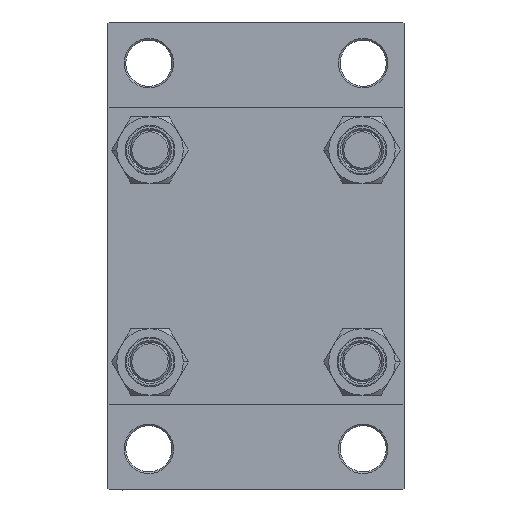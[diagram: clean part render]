
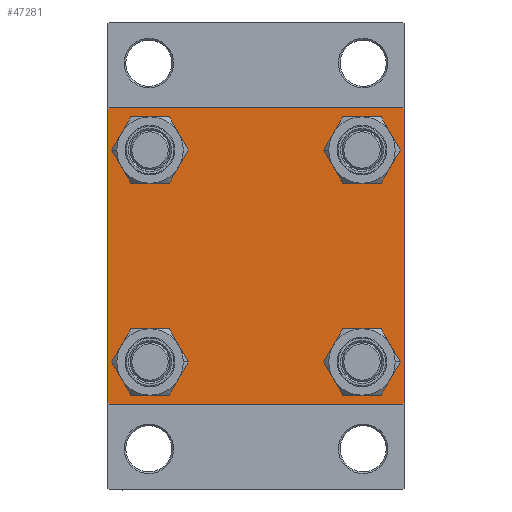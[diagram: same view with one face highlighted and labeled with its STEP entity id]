
A CAD part, left-side view. The second image highlights one B-rep face of the part: STEP entity #47281.
In plain terms, the highlighted planar face has unit normal (-1, 0, 0).
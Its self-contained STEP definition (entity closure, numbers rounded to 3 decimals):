
#615 = CIRCLE ( 'NONE', #8288, 6.5 ) ;
#1136 = ORIENTED_EDGE ( 'NONE', *, *, #16824, .T. ) ;
#1160 = ORIENTED_EDGE ( 'NONE', *, *, #28613, .T. ) ;
#1176 = ORIENTED_EDGE ( 'NONE', *, *, #36574, .T. ) ;
#1315 = DIRECTION ( 'NONE',  ( 0., 0., 1. ) ) ;
#1697 = ORIENTED_EDGE ( 'NONE', *, *, #36498, .T. ) ;
#1826 = VERTEX_POINT ( 'NONE', #42533 ) ;
#2601 = VERTEX_POINT ( 'NONE', #32336 ) ;
#3332 = CIRCLE ( 'NONE', #44677, 6.5 ) ;
#3491 = LINE ( 'NONE', #24849, #22934 ) ;
#4422 = DIRECTION ( 'NONE',  ( 1., 0., 0. ) ) ;
#5187 = EDGE_CURVE ( 'NONE', #22528, #2601, #31612, .T. ) ;
#5316 = ORIENTED_EDGE ( 'NONE', *, *, #7626, .F. ) ;
#5567 = ORIENTED_EDGE ( 'NONE', *, *, #46853, .T. ) ;
#5994 = VERTEX_POINT ( 'NONE', #41506 ) ;
#6180 = ORIENTED_EDGE ( 'NONE', *, *, #9781, .T. ) ;
#6305 = FACE_OUTER_BOUND ( 'NONE', #35309, .T. ) ;
#6481 = CARTESIAN_POINT ( 'NONE',  ( 0., 32.15, -38.65 ) ) ;
#6724 = VERTEX_POINT ( 'NONE', #8033 ) ;
#6725 = DIRECTION ( 'NONE',  ( 0., -1., 0. ) ) ;
#7080 = DIRECTION ( 'NONE',  ( 0., -1., 0. ) ) ;
#7258 = FACE_BOUND ( 'NONE', #38553, .T. ) ;
#7626 = EDGE_CURVE ( 'NONE', #47419, #33065, #9001, .T. ) ;
#8033 = CARTESIAN_POINT ( 'NONE',  ( 0., -32.15, -38.65 ) ) ;
#8288 = AXIS2_PLACEMENT_3D ( 'NONE', #36941, #36480, #43435 ) ;
#8667 = AXIS2_PLACEMENT_3D ( 'NONE', #44956, #12123, #1315 ) ;
#8726 = CARTESIAN_POINT ( 'NONE',  ( 0., 32.15, -32.15 ) ) ;
#8852 = LINE ( 'NONE', #41677, #29746 ) ;
#9001 = LINE ( 'NONE', #15957, #25593 ) ;
#9225 = EDGE_LOOP ( 'NONE', ( #11777, #1160 ) ) ;
#9781 = EDGE_CURVE ( 'NONE', #1826, #24378, #24101, .T. ) ;
#9792 = CARTESIAN_POINT ( 'NONE',  ( 0., 44.75, -44.75 ) ) ;
#9905 = DIRECTION ( 'NONE',  ( 0., 0.707, -0.707 ) ) ;
#10190 = CARTESIAN_POINT ( 'NONE',  ( 0., 45., 44.5 ) ) ;
#11110 = AXIS2_PLACEMENT_3D ( 'NONE', #36581, #36805, #33215 ) ;
#11487 = DIRECTION ( 'NONE',  ( 0., 0., 1. ) ) ;
#11777 = ORIENTED_EDGE ( 'NONE', *, *, #47005, .T. ) ;
#12123 = DIRECTION ( 'NONE',  ( 1., 0., 0. ) ) ;
#12582 = VERTEX_POINT ( 'NONE', #34520 ) ;
#12767 = CARTESIAN_POINT ( 'NONE',  ( 0., -32.15, 25.65 ) ) ;
#12872 = VECTOR ( 'NONE', #9905, 1000. ) ;
#13072 = AXIS2_PLACEMENT_3D ( 'NONE', #15252, #37066, #23168 ) ;
#13102 = CARTESIAN_POINT ( 'NONE',  ( 0., -44.5, -45. ) ) ;
#13618 = EDGE_CURVE ( 'NONE', #12582, #25300, #28018, .T. ) ;
#15252 = CARTESIAN_POINT ( 'NONE',  ( 0., -32.15, 32.15 ) ) ;
#15308 = DIRECTION ( 'NONE',  ( 1., 0., 0. ) ) ;
#15957 = CARTESIAN_POINT ( 'NONE',  ( 0., -45., 45. ) ) ;
#16276 = DIRECTION ( 'NONE',  ( 0., 0., -1. ) ) ;
#16383 = DIRECTION ( 'NONE',  ( 0., 0., 1. ) ) ;
#16824 = EDGE_CURVE ( 'NONE', #25300, #29566, #36073, .T. ) ;
#16905 = CARTESIAN_POINT ( 'NONE',  ( 0., -32.15, -32.15 ) ) ;
#17325 = CIRCLE ( 'NONE', #31106, 6.5 ) ;
#17569 = DIRECTION ( 'NONE',  ( -1., 0., 0. ) ) ;
#17876 = CARTESIAN_POINT ( 'NONE',  ( 0., 45., -45. ) ) ;
#19022 = ORIENTED_EDGE ( 'NONE', *, *, #5187, .T. ) ;
#19630 = VECTOR ( 'NONE', #6725, 1000. ) ;
#19636 = ORIENTED_EDGE ( 'NONE', *, *, #37756, .T. ) ;
#19874 = EDGE_LOOP ( 'NONE', ( #1176, #6180 ) ) ;
#19987 = CARTESIAN_POINT ( 'NONE',  ( 0., -45., -44.5 ) ) ;
#20044 = VECTOR ( 'NONE', #32059, 1000. ) ;
#20049 = CARTESIAN_POINT ( 'NONE',  ( 0., -32.15, 38.65 ) ) ;
#20459 = CARTESIAN_POINT ( 'NONE',  ( 0., 44.75, 44.75 ) ) ;
#20891 = EDGE_CURVE ( 'NONE', #44182, #40692, #3332, .T. ) ;
#22528 = VERTEX_POINT ( 'NONE', #6481 ) ;
#22934 = VECTOR ( 'NONE', #35846, 1000. ) ;
#23168 = DIRECTION ( 'NONE',  ( 0., 0., 1. ) ) ;
#23417 = ORIENTED_EDGE ( 'NONE', *, *, #28192, .F. ) ;
#23624 = DIRECTION ( 'NONE',  ( 0., 0., -1. ) ) ;
#23764 = CARTESIAN_POINT ( 'NONE',  ( 0., -45., 44.5 ) ) ;
#24101 = CIRCLE ( 'NONE', #11110, 6.5 ) ;
#24378 = VERTEX_POINT ( 'NONE', #42411 ) ;
#24629 = VECTOR ( 'NONE', #7080, 1000. ) ;
#24849 = CARTESIAN_POINT ( 'NONE',  ( 0., -44.75, 44.75 ) ) ;
#24956 = LINE ( 'NONE', #39555, #19630 ) ;
#25141 = VECTOR ( 'NONE', #34224, 1000. ) ;
#25248 = PLANE ( 'NONE',  #45988 ) ;
#25300 = VERTEX_POINT ( 'NONE', #29237 ) ;
#25519 = VERTEX_POINT ( 'NONE', #30383 ) ;
#25593 = VECTOR ( 'NONE', #23624, 1000. ) ;
#26213 = EDGE_LOOP ( 'NONE', ( #41337, #19022 ) ) ;
#26501 = CARTESIAN_POINT ( 'NONE',  ( 0., -32.15, -32.15 ) ) ;
#27298 = CARTESIAN_POINT ( 'NONE',  ( 0., -44.75, -44.75 ) ) ;
#27506 = VERTEX_POINT ( 'NONE', #10190 ) ;
#28018 = LINE ( 'NONE', #9792, #20044 ) ;
#28192 = EDGE_CURVE ( 'NONE', #44289, #5994, #24956, .T. ) ;
#28355 = LINE ( 'NONE', #20459, #12872 ) ;
#28364 = FACE_BOUND ( 'NONE', #19874, .T. ) ;
#28565 = CARTESIAN_POINT ( 'NONE',  ( 0., 44.5, 45. ) ) ;
#28613 = EDGE_CURVE ( 'NONE', #6724, #25519, #17325, .T. ) ;
#29237 = CARTESIAN_POINT ( 'NONE',  ( 0., 44.5, -45. ) ) ;
#29566 = VERTEX_POINT ( 'NONE', #13102 ) ;
#29746 = VECTOR ( 'NONE', #16276, 1000. ) ;
#30383 = CARTESIAN_POINT ( 'NONE',  ( 0., -32.15, -25.65 ) ) ;
#31106 = AXIS2_PLACEMENT_3D ( 'NONE', #26501, #4422, #41803 ) ;
#31511 = DIRECTION ( 'NONE',  ( 1., 0., 0. ) ) ;
#31612 = CIRCLE ( 'NONE', #8667, 6.5 ) ;
#31752 = DIRECTION ( 'NONE',  ( 0., 0., 1. ) ) ;
#32059 = DIRECTION ( 'NONE',  ( 0., -0.707, -0.707 ) ) ;
#32175 = FACE_BOUND ( 'NONE', #26213, .T. ) ;
#32336 = CARTESIAN_POINT ( 'NONE',  ( 0., 32.15, -25.65 ) ) ;
#32940 = CIRCLE ( 'NONE', #13072, 6.5 ) ;
#33065 = VERTEX_POINT ( 'NONE', #19987 ) ;
#33072 = ORIENTED_EDGE ( 'NONE', *, *, #41207, .T. ) ;
#33215 = DIRECTION ( 'NONE',  ( 0., 0., 1. ) ) ;
#33529 = AXIS2_PLACEMENT_3D ( 'NONE', #8726, #41546, #16383 ) ;
#33733 = CIRCLE ( 'NONE', #35227, 6.5 ) ;
#33774 = ORIENTED_EDGE ( 'NONE', *, *, #13618, .T. ) ;
#34015 = ORIENTED_EDGE ( 'NONE', *, *, #20891, .T. ) ;
#34224 = DIRECTION ( 'NONE',  ( 0., -0.707, 0.707 ) ) ;
#34520 = CARTESIAN_POINT ( 'NONE',  ( 0., 45., -44.5 ) ) ;
#35227 = AXIS2_PLACEMENT_3D ( 'NONE', #16905, #31511, #31752 ) ;
#35309 = EDGE_LOOP ( 'NONE', ( #19636, #33774, #1136, #33072, #5316, #38741, #23417, #1697 ) ) ;
#35846 = DIRECTION ( 'NONE',  ( 0., 0.707, 0.707 ) ) ;
#36073 = LINE ( 'NONE', #17876, #24629 ) ;
#36291 = EDGE_CURVE ( 'NONE', #2601, #22528, #41948, .T. ) ;
#36480 = DIRECTION ( 'NONE',  ( 1., 0., 0. ) ) ;
#36498 = EDGE_CURVE ( 'NONE', #44289, #27506, #28355, .T. ) ;
#36574 = EDGE_CURVE ( 'NONE', #24378, #1826, #615, .T. ) ;
#36581 = CARTESIAN_POINT ( 'NONE',  ( 0., 32.15, 32.15 ) ) ;
#36805 = DIRECTION ( 'NONE',  ( 1., 0., 0. ) ) ;
#36941 = CARTESIAN_POINT ( 'NONE',  ( 0., 32.15, 32.15 ) ) ;
#37066 = DIRECTION ( 'NONE',  ( 1., 0., 0. ) ) ;
#37756 = EDGE_CURVE ( 'NONE', #27506, #12582, #8852, .T. ) ;
#38553 = EDGE_LOOP ( 'NONE', ( #34015, #5567 ) ) ;
#38741 = ORIENTED_EDGE ( 'NONE', *, *, #39362, .T. ) ;
#39362 = EDGE_CURVE ( 'NONE', #47419, #5994, #3491, .T. ) ;
#39555 = CARTESIAN_POINT ( 'NONE',  ( 0., 45., 45. ) ) ;
#40692 = VERTEX_POINT ( 'NONE', #12767 ) ;
#41207 = EDGE_CURVE ( 'NONE', #29566, #33065, #45252, .T. ) ;
#41337 = ORIENTED_EDGE ( 'NONE', *, *, #36291, .T. ) ;
#41506 = CARTESIAN_POINT ( 'NONE',  ( 0., -44.5, 45. ) ) ;
#41546 = DIRECTION ( 'NONE',  ( 1., 0., 0. ) ) ;
#41677 = CARTESIAN_POINT ( 'NONE',  ( 0., 45., 45. ) ) ;
#41803 = DIRECTION ( 'NONE',  ( 0., 0., 1. ) ) ;
#41948 = CIRCLE ( 'NONE', #33529, 6.5 ) ;
#42411 = CARTESIAN_POINT ( 'NONE',  ( 0., 32.15, 38.65 ) ) ;
#42533 = CARTESIAN_POINT ( 'NONE',  ( 0., 32.15, 25.65 ) ) ;
#42962 = CARTESIAN_POINT ( 'NONE',  ( 0., 0., 0. ) ) ;
#43435 = DIRECTION ( 'NONE',  ( 0., 0., 1. ) ) ;
#44182 = VERTEX_POINT ( 'NONE', #20049 ) ;
#44289 = VERTEX_POINT ( 'NONE', #28565 ) ;
#44677 = AXIS2_PLACEMENT_3D ( 'NONE', #47446, #15308, #11487 ) ;
#44956 = CARTESIAN_POINT ( 'NONE',  ( 0., 32.15, -32.15 ) ) ;
#45252 = LINE ( 'NONE', #27298, #25141 ) ;
#45988 = AXIS2_PLACEMENT_3D ( 'NONE', #42962, #17569, #46805 ) ;
#46571 = FACE_BOUND ( 'NONE', #9225, .T. ) ;
#46805 = DIRECTION ( 'NONE',  ( 0., 0., 1. ) ) ;
#46853 = EDGE_CURVE ( 'NONE', #40692, #44182, #32940, .T. ) ;
#47005 = EDGE_CURVE ( 'NONE', #25519, #6724, #33733, .T. ) ;
#47281 = ADVANCED_FACE ( 'NONE', ( #7258, #46571, #32175, #28364, #6305 ), #25248, .T. ) ;
#47419 = VERTEX_POINT ( 'NONE', #23764 ) ;
#47446 = CARTESIAN_POINT ( 'NONE',  ( 0., -32.15, 32.15 ) ) ;
